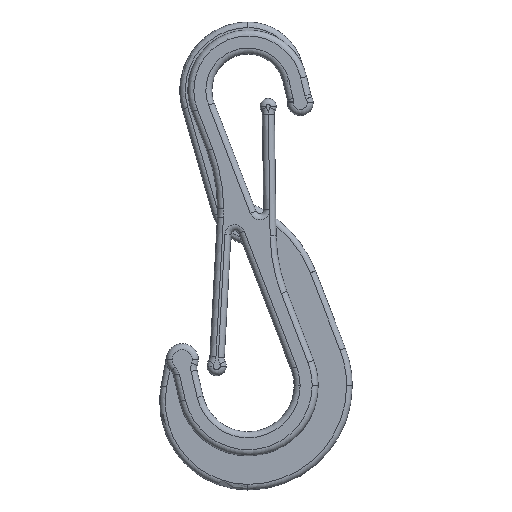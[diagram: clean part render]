
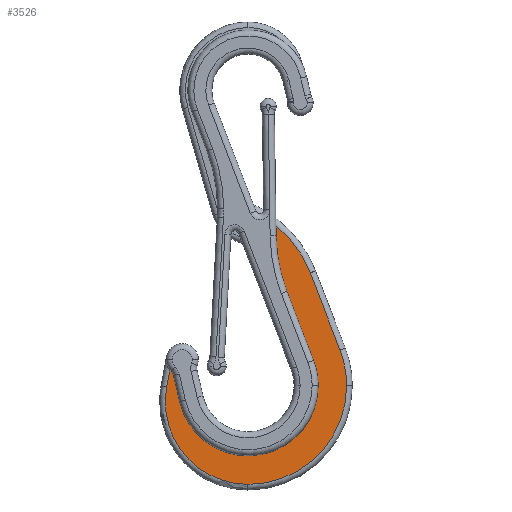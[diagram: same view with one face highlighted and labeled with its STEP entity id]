
A CAD part, top view. The second image highlights one B-rep face of the part: STEP entity #3526.
In plain terms, the highlighted planar face has unit normal (0, 0, 1).
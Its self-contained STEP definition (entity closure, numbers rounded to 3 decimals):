
#29 = EDGE_CURVE ( 'NONE', #460, #2522, #717, .T. ) ;
#113 = CARTESIAN_POINT ( 'NONE',  ( 0.68, 2.406, 1.3 ) ) ;
#223 = LINE ( 'NONE', #113, #410 ) ;
#316 = VECTOR ( 'NONE', #1694, 1000. ) ;
#320 = VERTEX_POINT ( 'NONE', #5147 ) ;
#406 = CIRCLE ( 'NONE', #1078, 12.3 ) ;
#410 = VECTOR ( 'NONE', #1125, 1000. ) ;
#460 = VERTEX_POINT ( 'NONE', #3439 ) ;
#525 = VERTEX_POINT ( 'NONE', #5598 ) ;
#528 = CARTESIAN_POINT ( 'NONE',  ( 8.164, -17.002, 1.3 ) ) ;
#534 = CARTESIAN_POINT ( 'NONE',  ( 0., -20.15, 1.3 ) ) ;
#717 = LINE ( 'NONE', #3032, #5531 ) ;
#774 = ORIENTED_EDGE ( 'NONE', *, *, #3009, .T. ) ;
#775 = CARTESIAN_POINT ( 'NONE',  ( 0., -32.45, 1.3 ) ) ;
#853 = CIRCLE ( 'NONE', #4857, 14.3 ) ;
#885 = ORIENTED_EDGE ( 'NONE', *, *, #2836, .T. ) ;
#902 = CARTESIAN_POINT ( 'NONE',  ( 0., -20.15, 1.3 ) ) ;
#934 = ORIENTED_EDGE ( 'NONE', *, *, #3520, .T. ) ;
#989 = DIRECTION ( 'NONE',  ( 0., 0., 1. ) ) ;
#1008 = ORIENTED_EDGE ( 'NONE', *, *, #4384, .T. ) ;
#1012 = AXIS2_PLACEMENT_3D ( 'NONE', #3330, #2911, #3361 ) ;
#1037 = EDGE_CURVE ( 'NONE', #5368, #1744, #5180, .T. ) ;
#1048 = CARTESIAN_POINT ( 'NONE',  ( 0., -20.15, 1.3 ) ) ;
#1078 = AXIS2_PLACEMENT_3D ( 'NONE', #534, #5121, #2334 ) ;
#1084 = EDGE_LOOP ( 'NONE', ( #774, #3079, #1156, #885, #5567, #4466, #1008, #1459, #3921, #5187, #3512, #934, #3151 ) ) ;
#1125 = DIRECTION ( 'NONE',  ( 0.36, -0.933, 0. ) ) ;
#1156 = ORIENTED_EDGE ( 'NONE', *, *, #1728, .T. ) ;
#1175 = DIRECTION ( 'NONE',  ( 0., 0., 1. ) ) ;
#1184 = DIRECTION ( 'NONE',  ( 0., 0., 1. ) ) ;
#1216 = PLANE ( 'NONE',  #1012 ) ;
#1258 = EDGE_CURVE ( 'NONE', #5891, #460, #406, .T. ) ;
#1459 = ORIENTED_EDGE ( 'NONE', *, *, #5407, .T. ) ;
#1486 = CIRCLE ( 'NONE', #2247, 2. ) ;
#1599 = VERTEX_POINT ( 'NONE', #775 ) ;
#1663 = AXIS2_PLACEMENT_3D ( 'NONE', #1048, #3862, #3833 ) ;
#1668 = LINE ( 'NONE', #2112, #3183 ) ;
#1694 = DIRECTION ( 'NONE',  ( -0.18, -0.984, 0. ) ) ;
#1728 = EDGE_CURVE ( 'NONE', #4621, #1599, #4323, .T. ) ;
#1744 = VERTEX_POINT ( 'NONE', #5635 ) ;
#1759 = EDGE_CURVE ( 'NONE', #5481, #5379, #2964, .T. ) ;
#1770 = EDGE_CURVE ( 'NONE', #525, #5481, #223, .T. ) ;
#1774 = CARTESIAN_POINT ( 'NONE',  ( -8.523, -22.131, 1.3 ) ) ;
#1829 = DIRECTION ( 'NONE',  ( 0., 0., 1. ) ) ;
#1859 = LINE ( 'NONE', #2327, #2187 ) ;
#2015 = CARTESIAN_POINT ( 'NONE',  ( -9.746, -18.183, 1.3 ) ) ;
#2024 = AXIS2_PLACEMENT_3D ( 'NONE', #2885, #1175, #2972 ) ;
#2052 = VERTEX_POINT ( 'NONE', #3622 ) ;
#2081 = DIRECTION ( 'NONE',  ( -0.226, 0.974, 0. ) ) ;
#2110 = CARTESIAN_POINT ( 'NONE',  ( -5.586, -11.223, 1.3 ) ) ;
#2112 = CARTESIAN_POINT ( 'NONE',  ( -8.523, -22.131, 1.3 ) ) ;
#2187 = VECTOR ( 'NONE', #5553, 1000. ) ;
#2194 = CARTESIAN_POINT ( 'NONE',  ( -10.132, -20.299, 1.3 ) ) ;
#2247 = AXIS2_PLACEMENT_3D ( 'NONE', #5637, #2959, #3775 ) ;
#2271 = CARTESIAN_POINT ( 'NONE',  ( 0., -22.15, 1.3 ) ) ;
#2301 = DIRECTION ( 'NONE',  ( 1., 0., 0. ) ) ;
#2327 = CARTESIAN_POINT ( 'NONE',  ( 3.776, -20.095, 1.3 ) ) ;
#2333 = EDGE_CURVE ( 'NONE', #4677, #4621, #4044, .T. ) ;
#2334 = DIRECTION ( 'NONE',  ( 1., 0., 0. ) ) ;
#2384 = AXIS2_PLACEMENT_3D ( 'NONE', #3046, #4926, #5882 ) ;
#2522 = VERTEX_POINT ( 'NONE', #3907 ) ;
#2595 = AXIS2_PLACEMENT_3D ( 'NONE', #2271, #1829, #2301 ) ;
#2836 = EDGE_CURVE ( 'NONE', #1599, #5891, #4929, .T. ) ;
#2885 = CARTESIAN_POINT ( 'NONE',  ( -10.253, -19.103, 1.3 ) ) ;
#2911 = DIRECTION ( 'NONE',  ( 0., 0., 1. ) ) ;
#2959 = DIRECTION ( 'NONE',  ( 0., 0., -1. ) ) ;
#2964 = CIRCLE ( 'NONE', #1663, 8.75 ) ;
#2972 = DIRECTION ( 'NONE',  ( 1., 0., 0. ) ) ;
#3009 = EDGE_CURVE ( 'NONE', #1744, #4677, #1486, .T. ) ;
#3032 = CARTESIAN_POINT ( 'NONE',  ( 7.756, -6.078, 1.3 ) ) ;
#3046 = CARTESIAN_POINT ( 'NONE',  ( 23.505, -1.197, 1.3 ) ) ;
#3079 = ORIENTED_EDGE ( 'NONE', *, *, #2333, .T. ) ;
#3151 = ORIENTED_EDGE ( 'NONE', *, *, #1037, .T. ) ;
#3183 = VECTOR ( 'NONE', #2081, 1000. ) ;
#3205 = DIRECTION ( 'NONE',  ( 1., 0., 0. ) ) ;
#3330 = CARTESIAN_POINT ( 'NONE',  ( 0., -20.15, 1.3 ) ) ;
#3361 = DIRECTION ( 'NONE',  ( 1., 0., 0. ) ) ;
#3439 = CARTESIAN_POINT ( 'NONE',  ( 11.476, -15.724, 1.3 ) ) ;
#3512 = ORIENTED_EDGE ( 'NONE', *, *, #1759, .T. ) ;
#3520 = EDGE_CURVE ( 'NONE', #5379, #5368, #1668, .T. ) ;
#3526 = ADVANCED_FACE ( 'NONE', ( #5309 ), #1216, .T. ) ;
#3541 = CARTESIAN_POINT ( 'NONE',  ( -9.279, -18.877, 1.3 ) ) ;
#3622 = CARTESIAN_POINT ( 'NONE',  ( 3.488, -0.171, 1.3 ) ) ;
#3775 = DIRECTION ( 'NONE',  ( -1., 0., 0. ) ) ;
#3833 = DIRECTION ( 'NONE',  ( 1., 0., 0. ) ) ;
#3862 = DIRECTION ( 'NONE',  ( 0., 0., -1. ) ) ;
#3907 = CARTESIAN_POINT ( 'NONE',  ( 7.756, -6.078, 1.3 ) ) ;
#3918 = DIRECTION ( 'NONE',  ( 1., 0., 0. ) ) ;
#3921 = ORIENTED_EDGE ( 'NONE', *, *, #4121, .T. ) ;
#4044 = LINE ( 'NONE', #2194, #316 ) ;
#4121 = EDGE_CURVE ( 'NONE', #320, #525, #5726, .T. ) ;
#4323 = CIRCLE ( 'NONE', #2595, 10.3 ) ;
#4384 = EDGE_CURVE ( 'NONE', #2522, #2052, #853, .T. ) ;
#4466 = ORIENTED_EDGE ( 'NONE', *, *, #29, .T. ) ;
#4621 = VERTEX_POINT ( 'NONE', #5568 ) ;
#4677 = VERTEX_POINT ( 'NONE', #2015 ) ;
#4857 = AXIS2_PLACEMENT_3D ( 'NONE', #2110, #1184, #3918 ) ;
#4882 = DIRECTION ( 'NONE',  ( -0.36, 0.933, 0. ) ) ;
#4926 = DIRECTION ( 'NONE',  ( 0., 0., 1. ) ) ;
#4929 = CIRCLE ( 'NONE', #5310, 12.3 ) ;
#5121 = DIRECTION ( 'NONE',  ( 0., 0., 1. ) ) ;
#5147 = CARTESIAN_POINT ( 'NONE',  ( 3.507, -1.486, 1.3 ) ) ;
#5162 = CARTESIAN_POINT ( 'NONE',  ( 12.3, -20.15, 1.3 ) ) ;
#5180 = CIRCLE ( 'NONE', #2024, 1. ) ;
#5187 = ORIENTED_EDGE ( 'NONE', *, *, #1770, .T. ) ;
#5309 = FACE_OUTER_BOUND ( 'NONE', #1084, .T. ) ;
#5310 = AXIS2_PLACEMENT_3D ( 'NONE', #902, #989, #3205 ) ;
#5368 = VERTEX_POINT ( 'NONE', #3541 ) ;
#5379 = VERTEX_POINT ( 'NONE', #1774 ) ;
#5407 = EDGE_CURVE ( 'NONE', #2052, #320, #1859, .T. ) ;
#5481 = VERTEX_POINT ( 'NONE', #528 ) ;
#5531 = VECTOR ( 'NONE', #4882, 1000. ) ;
#5553 = DIRECTION ( 'NONE',  ( 0.014, -1., 0. ) ) ;
#5567 = ORIENTED_EDGE ( 'NONE', *, *, #1258, .T. ) ;
#5568 = CARTESIAN_POINT ( 'NONE',  ( -10.132, -20.299, 1.3 ) ) ;
#5598 = CARTESIAN_POINT ( 'NONE',  ( 4.844, -8.393, 1.3 ) ) ;
#5635 = CARTESIAN_POINT ( 'NONE',  ( -9.567, -18.376, 1.3 ) ) ;
#5637 = CARTESIAN_POINT ( 'NONE',  ( -8.194, -16.922, 1.3 ) ) ;
#5726 = CIRCLE ( 'NONE', #2384, 20. ) ;
#5882 = DIRECTION ( 'NONE',  ( 1., 0., 0. ) ) ;
#5891 = VERTEX_POINT ( 'NONE', #5162 ) ;
